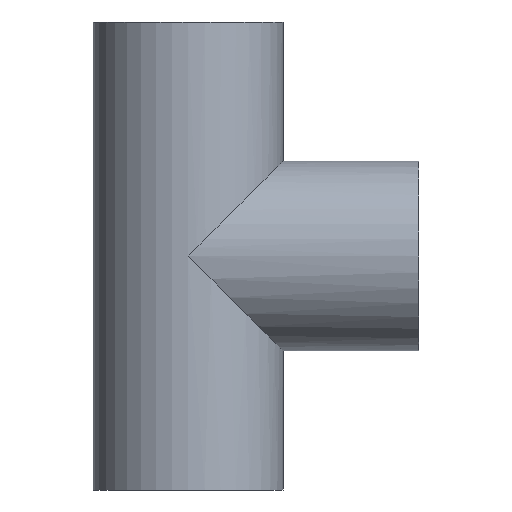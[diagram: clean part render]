
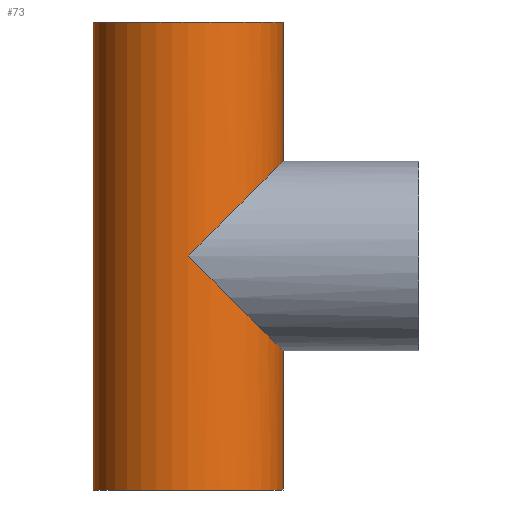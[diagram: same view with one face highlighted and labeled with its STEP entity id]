
A CAD part, front view. The second image highlights one B-rep face of the part: STEP entity #73.
In plain terms, the highlighted cylindrical face has radius 140 mm (diameter 280 mm), a partial arc.
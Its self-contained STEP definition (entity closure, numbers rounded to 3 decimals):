
#4 = CARTESIAN_POINT ( 'NONE',  ( 0., -140., 0. ) ) ;
#15 = CIRCLE ( 'NONE', #425, 140. ) ;
#20 = ORIENTED_EDGE ( 'NONE', *, *, #319, .F. ) ;
#36 = VECTOR ( 'NONE', #452, 1000. ) ;
#43 = CARTESIAN_POINT ( 'NONE',  ( 0., 0., 345. ) ) ;
#44 = CYLINDRICAL_SURFACE ( 'NONE', #136, 140. ) ;
#46 = EDGE_CURVE ( 'NONE', #214, #140, #253, .T. ) ;
#47 = DIRECTION ( 'NONE',  ( 0., 0., -1. ) ) ;
#57 = EDGE_LOOP ( 'NONE', ( #274, #349, #169, #197, #171, #20, #449 ) ) ;
#58 = VERTEX_POINT ( 'NONE', #293 ) ;
#73 = ADVANCED_FACE ( 'NONE', ( #188 ), #44, .T. ) ;
#75 = CARTESIAN_POINT ( 'NONE',  ( 140., 0., -140. ) ) ;
#76 = DIRECTION ( 'NONE',  ( 0., 0., -1. ) ) ;
#83 = CIRCLE ( 'NONE', #110, 140. ) ;
#84 = CARTESIAN_POINT ( 'NONE',  ( -140., 0., 345. ) ) ;
#85 = DIRECTION ( 'NONE',  ( 0., 0., -1. ) ) ;
#97 = CARTESIAN_POINT ( 'NONE',  ( 0., 0., -345. ) ) ;
#104 = CARTESIAN_POINT ( 'NONE',  ( 140., 0., 345. ) ) ;
#110 = AXIS2_PLACEMENT_3D ( 'NONE', #97, #200, #346 ) ;
#132 = VERTEX_POINT ( 'NONE', #314 ) ;
#135 = CARTESIAN_POINT ( 'NONE',  ( 140., 0., 140. ) ) ;
#136 = AXIS2_PLACEMENT_3D ( 'NONE', #332, #85, #286 ) ;
#140 = VERTEX_POINT ( 'NONE', #135 ) ;
#145 = CARTESIAN_POINT ( 'NONE',  ( 140., -82.01, -140. ) ) ;
#146 = VERTEX_POINT ( 'NONE', #422 ) ;
#149 = CARTESIAN_POINT ( 'NONE',  ( 140., -82.01, 140. ) ) ;
#152 = DIRECTION ( 'NONE',  ( 1., 0., 0. ) ) ;
#169 = ORIENTED_EDGE ( 'NONE', *, *, #424, .T. ) ;
#171 = ORIENTED_EDGE ( 'NONE', *, *, #222, .F. ) ;
#172 = CARTESIAN_POINT ( 'NONE',  ( -140., 0., 345. ) ) ;
#182 = VECTOR ( 'NONE', #76, 1000. ) ;
#184 = LINE ( 'NONE', #84, #318 ) ;
#185 = VERTEX_POINT ( 'NONE', #172 ) ;
#188 = FACE_OUTER_BOUND ( 'NONE', #57, .T. ) ;
#197 = ORIENTED_EDGE ( 'NONE', *, *, #211, .T. ) ;
#200 = DIRECTION ( 'NONE',  ( 0., 0., 1. ) ) ;
#209 =( BOUNDED_CURVE ( )  B_SPLINE_CURVE ( 3, ( #403, #149, #361, #4 ),
 .UNSPECIFIED., .F., .T. ) 
 B_SPLINE_CURVE_WITH_KNOTS ( ( 4, 4 ),
 ( 3.142, 4.712 ),
 .UNSPECIFIED. ) 
 CURVE ( )  GEOMETRIC_REPRESENTATION_ITEM ( )  RATIONAL_B_SPLINE_CURVE ( ( 1., 0.805, 0.805, 1. ) ) 
 REPRESENTATION_ITEM ( '' )  );
#211 = EDGE_CURVE ( 'NONE', #58, #146, #83, .T. ) ;
#214 = VERTEX_POINT ( 'NONE', #420 ) ;
#220 = CARTESIAN_POINT ( 'NONE',  ( 140., 0., 345. ) ) ;
#222 = EDGE_CURVE ( 'NONE', #132, #146, #391, .T. ) ;
#252 = CARTESIAN_POINT ( 'NONE',  ( 0., -140., 0. ) ) ;
#253 = LINE ( 'NONE', #220, #182 ) ;
#274 = ORIENTED_EDGE ( 'NONE', *, *, #46, .F. ) ;
#286 = DIRECTION ( 'NONE',  ( -1., 0., 0. ) ) ;
#287 = CARTESIAN_POINT ( 'NONE',  ( 82.01, -140., -82.01 ) ) ;
#291 = EDGE_CURVE ( 'NONE', #140, #345, #209, .T. ) ;
#293 = CARTESIAN_POINT ( 'NONE',  ( -140., 0., -345. ) ) ;
#298 =( BOUNDED_CURVE ( )  B_SPLINE_CURVE ( 3, ( #430, #287, #145, #75 ),
 .UNSPECIFIED., .F., .T. ) 
 B_SPLINE_CURVE_WITH_KNOTS ( ( 4, 4 ),
 ( 4.712, 6.283 ),
 .UNSPECIFIED. ) 
 CURVE ( )  GEOMETRIC_REPRESENTATION_ITEM ( )  RATIONAL_B_SPLINE_CURVE ( ( 1., 0.805, 0.805, 1. ) ) 
 REPRESENTATION_ITEM ( '' )  );
#314 = CARTESIAN_POINT ( 'NONE',  ( 140., 0., -140. ) ) ;
#318 = VECTOR ( 'NONE', #47, 1000. ) ;
#319 = EDGE_CURVE ( 'NONE', #345, #132, #298, .T. ) ;
#332 = CARTESIAN_POINT ( 'NONE',  ( 0., 0., 345. ) ) ;
#333 = DIRECTION ( 'NONE',  ( 0., 0., 1. ) ) ;
#345 = VERTEX_POINT ( 'NONE', #252 ) ;
#346 = DIRECTION ( 'NONE',  ( 1., 0., 0. ) ) ;
#349 = ORIENTED_EDGE ( 'NONE', *, *, #379, .F. ) ;
#361 = CARTESIAN_POINT ( 'NONE',  ( 82.01, -140., 82.01 ) ) ;
#379 = EDGE_CURVE ( 'NONE', #185, #214, #15, .T. ) ;
#391 = LINE ( 'NONE', #104, #36 ) ;
#403 = CARTESIAN_POINT ( 'NONE',  ( 140., 0., 140. ) ) ;
#420 = CARTESIAN_POINT ( 'NONE',  ( 140., 0., 345. ) ) ;
#422 = CARTESIAN_POINT ( 'NONE',  ( 140., 0., -345. ) ) ;
#424 = EDGE_CURVE ( 'NONE', #185, #58, #184, .T. ) ;
#425 = AXIS2_PLACEMENT_3D ( 'NONE', #43, #333, #152 ) ;
#430 = CARTESIAN_POINT ( 'NONE',  ( 0., -140., 0. ) ) ;
#449 = ORIENTED_EDGE ( 'NONE', *, *, #291, .F. ) ;
#452 = DIRECTION ( 'NONE',  ( 0., 0., -1. ) ) ;
